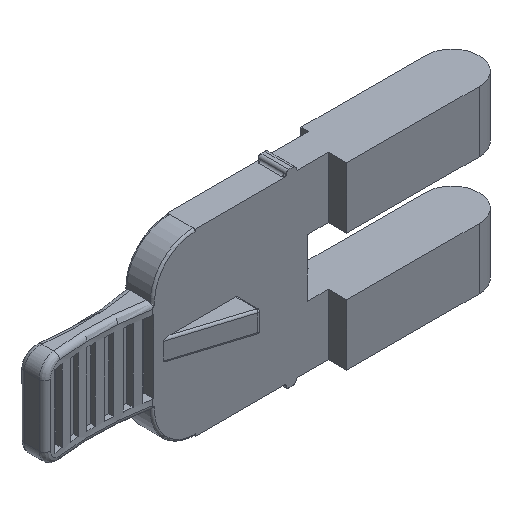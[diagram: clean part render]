
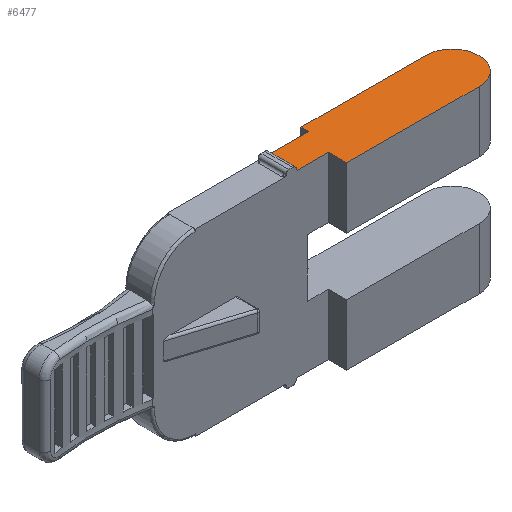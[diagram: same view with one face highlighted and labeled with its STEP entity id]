
A CAD part, isometric view. The second image highlights one B-rep face of the part: STEP entity #6477.
In plain terms, the highlighted planar face has unit normal (0, 0, 1).
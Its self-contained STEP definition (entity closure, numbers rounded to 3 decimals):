
#49 = LINE ( 'NONE', #4582, #1382 ) ;
#163 = VERTEX_POINT ( 'NONE', #1039 ) ;
#181 = EDGE_LOOP ( 'NONE', ( #6571, #4214, #3279, #4115, #1574, #5413, #5172, #7048, #3607, #5800, #329 ) ) ;
#285 = B_SPLINE_CURVE_WITH_KNOTS ( 'NONE', 3,
 ( #3347, #5584, #6716, #7266 ),
 .UNSPECIFIED., .F., .F.,
 ( 4, 4 ),
 ( 0., 0. ),
 .UNSPECIFIED. ) ;
#300 = DIRECTION ( 'NONE',  ( 1., 0., 0. ) ) ;
#329 = ORIENTED_EDGE ( 'NONE', *, *, #467, .T. ) ;
#366 = DIRECTION ( 'NONE',  ( 0., -1., 0. ) ) ;
#441 = DIRECTION ( 'NONE',  ( -1., 0., 0. ) ) ;
#467 = EDGE_CURVE ( 'NONE', #5241, #163, #49, .T. ) ;
#489 = CARTESIAN_POINT ( 'NONE',  ( 25.668, 51.191, 124.461 ) ) ;
#514 = DIRECTION ( 'NONE',  ( 1., 0., 0. ) ) ;
#516 = DIRECTION ( 'NONE',  ( 1., 0., 0. ) ) ;
#554 = VERTEX_POINT ( 'NONE', #1133 ) ;
#569 = CARTESIAN_POINT ( 'NONE',  ( 38.024, 51.975, 124.461 ) ) ;
#588 = VECTOR ( 'NONE', #441, 1000. ) ;
#636 = FACE_OUTER_BOUND ( 'NONE', #181, .T. ) ;
#1039 = CARTESIAN_POINT ( 'NONE',  ( 25.668, 49.46, 124.461 ) ) ;
#1089 = CARTESIAN_POINT ( 'NONE',  ( 26.397, 53.791, 124.461 ) ) ;
#1133 = CARTESIAN_POINT ( 'NONE',  ( 26.397, 54.489, 124.461 ) ) ;
#1137 = DIRECTION ( 'NONE',  ( 1., 0., 0. ) ) ;
#1382 = VECTOR ( 'NONE', #3415, 1000. ) ;
#1574 = ORIENTED_EDGE ( 'NONE', *, *, #1831, .T. ) ;
#1601 = CARTESIAN_POINT ( 'NONE',  ( 22.743, 53.791, 124.461 ) ) ;
#1715 = VECTOR ( 'NONE', #4398, 1000. ) ;
#1739 = AXIS2_PLACEMENT_3D ( 'NONE', #569, #4512, #1137 ) ;
#1831 = EDGE_CURVE ( 'NONE', #554, #4440, #5211, .T. ) ;
#1981 = EDGE_CURVE ( 'NONE', #6575, #2227, #2393, .T. ) ;
#1991 = CARTESIAN_POINT ( 'NONE',  ( 26.397, 53.791, 124.461 ) ) ;
#2211 = EDGE_CURVE ( 'NONE', #2227, #4634, #2288, .T. ) ;
#2227 = VERTEX_POINT ( 'NONE', #3903 ) ;
#2288 = CIRCLE ( 'NONE', #2971, 2.515 ) ;
#2376 = VERTEX_POINT ( 'NONE', #5777 ) ;
#2393 = CIRCLE ( 'NONE', #1739, 2.515 ) ;
#2496 = B_SPLINE_CURVE_WITH_KNOTS ( 'NONE', 3,
 ( #1601, #4984, #2747, #6677 ),
 .UNSPECIFIED., .F., .F.,
 ( 4, 4 ),
 ( 0., 0. ),
 .UNSPECIFIED. ) ;
#2502 = LINE ( 'NONE', #6938, #3807 ) ;
#2597 = CARTESIAN_POINT ( 'NONE',  ( 22.743, 53.791, 124.461 ) ) ;
#2747 = CARTESIAN_POINT ( 'NONE',  ( 22.829, 53.65, 124.461 ) ) ;
#2766 = LINE ( 'NONE', #489, #4273 ) ;
#2971 = AXIS2_PLACEMENT_3D ( 'NONE', #7243, #3882, #514 ) ;
#3098 = PLANE ( 'NONE',  #6176 ) ;
#3194 = EDGE_CURVE ( 'NONE', #163, #6575, #3221, .T. ) ;
#3219 = EDGE_CURVE ( 'NONE', #7283, #5241, #2766, .T. ) ;
#3221 = LINE ( 'NONE', #3832, #1715 ) ;
#3233 = EDGE_CURVE ( 'NONE', #4337, #7283, #285, .T. ) ;
#3279 = ORIENTED_EDGE ( 'NONE', *, *, #2211, .T. ) ;
#3347 = CARTESIAN_POINT ( 'NONE',  ( 22.888, 51.391, 124.461 ) ) ;
#3415 = DIRECTION ( 'NONE',  ( 0., -1., 0. ) ) ;
#3551 = DIRECTION ( 'NONE',  ( 0., -1., 0. ) ) ;
#3607 = ORIENTED_EDGE ( 'NONE', *, *, #3233, .T. ) ;
#3611 = EDGE_CURVE ( 'NONE', #4837, #2376, #2496, .T. ) ;
#3660 = DIRECTION ( 'NONE',  ( 0., 0., 1. ) ) ;
#3708 = VECTOR ( 'NONE', #366, 1000. ) ;
#3803 = CARTESIAN_POINT ( 'NONE',  ( 13.207, 53.791, 124.461 ) ) ;
#3807 = VECTOR ( 'NONE', #7029, 1000. ) ;
#3832 = CARTESIAN_POINT ( 'NONE',  ( 25.668, 49.46, 124.461 ) ) ;
#3856 = EDGE_CURVE ( 'NONE', #4634, #554, #2502, .T. ) ;
#3882 = DIRECTION ( 'NONE',  ( 0., 0., 1. ) ) ;
#3903 = CARTESIAN_POINT ( 'NONE',  ( 40.539, 51.975, 124.461 ) ) ;
#4084 = VECTOR ( 'NONE', #3551, 1000. ) ;
#4115 = ORIENTED_EDGE ( 'NONE', *, *, #3856, .T. ) ;
#4214 = ORIENTED_EDGE ( 'NONE', *, *, #1981, .T. ) ;
#4273 = VECTOR ( 'NONE', #516, 1000. ) ;
#4328 = EDGE_CURVE ( 'NONE', #4440, #4837, #4922, .T. ) ;
#4337 = VERTEX_POINT ( 'NONE', #7176 ) ;
#4398 = DIRECTION ( 'NONE',  ( 1., 0., 0. ) ) ;
#4440 = VERTEX_POINT ( 'NONE', #1089 ) ;
#4512 = DIRECTION ( 'NONE',  ( 0., 0., 1. ) ) ;
#4582 = CARTESIAN_POINT ( 'NONE',  ( 25.668, 51.191, 124.461 ) ) ;
#4634 = VERTEX_POINT ( 'NONE', #7006 ) ;
#4689 = CARTESIAN_POINT ( 'NONE',  ( 25.668, 51.191, 124.461 ) ) ;
#4837 = VERTEX_POINT ( 'NONE', #2597 ) ;
#4888 = CARTESIAN_POINT ( 'NONE',  ( 38.024, 49.46, 124.461 ) ) ;
#4922 = LINE ( 'NONE', #3803, #588 ) ;
#4984 = CARTESIAN_POINT ( 'NONE',  ( 22.778, 53.717, 124.461 ) ) ;
#5172 = ORIENTED_EDGE ( 'NONE', *, *, #3611, .T. ) ;
#5211 = LINE ( 'NONE', #1991, #3708 ) ;
#5241 = VERTEX_POINT ( 'NONE', #4689 ) ;
#5413 = ORIENTED_EDGE ( 'NONE', *, *, #4328, .T. ) ;
#5584 = CARTESIAN_POINT ( 'NONE',  ( 22.829, 51.333, 124.461 ) ) ;
#5777 = CARTESIAN_POINT ( 'NONE',  ( 22.888, 53.591, 124.461 ) ) ;
#5800 = ORIENTED_EDGE ( 'NONE', *, *, #3219, .T. ) ;
#6176 = AXIS2_PLACEMENT_3D ( 'NONE', #6411, #3660, #300 ) ;
#6397 = EDGE_CURVE ( 'NONE', #2376, #4337, #7080, .T. ) ;
#6411 = CARTESIAN_POINT ( 'NONE',  ( 0., 0., 124.461 ) ) ;
#6477 = ADVANCED_FACE ( 'NONE', ( #636 ), #3098, .T. ) ;
#6571 = ORIENTED_EDGE ( 'NONE', *, *, #3194, .T. ) ;
#6575 = VERTEX_POINT ( 'NONE', #4888 ) ;
#6677 = CARTESIAN_POINT ( 'NONE',  ( 22.888, 53.591, 124.461 ) ) ;
#6716 = CARTESIAN_POINT ( 'NONE',  ( 22.778, 51.266, 124.461 ) ) ;
#6813 = CARTESIAN_POINT ( 'NONE',  ( 22.743, 51.191, 124.461 ) ) ;
#6931 = CARTESIAN_POINT ( 'NONE',  ( 22.888, 53.791, 124.461 ) ) ;
#6938 = CARTESIAN_POINT ( 'NONE',  ( 26.397, 54.489, 124.461 ) ) ;
#7006 = CARTESIAN_POINT ( 'NONE',  ( 38.024, 54.489, 124.461 ) ) ;
#7029 = DIRECTION ( 'NONE',  ( -1., 0., 0. ) ) ;
#7048 = ORIENTED_EDGE ( 'NONE', *, *, #6397, .T. ) ;
#7080 = LINE ( 'NONE', #6931, #4084 ) ;
#7176 = CARTESIAN_POINT ( 'NONE',  ( 22.888, 51.391, 124.461 ) ) ;
#7243 = CARTESIAN_POINT ( 'NONE',  ( 38.024, 51.975, 124.461 ) ) ;
#7266 = CARTESIAN_POINT ( 'NONE',  ( 22.743, 51.191, 124.461 ) ) ;
#7283 = VERTEX_POINT ( 'NONE', #6813 ) ;
